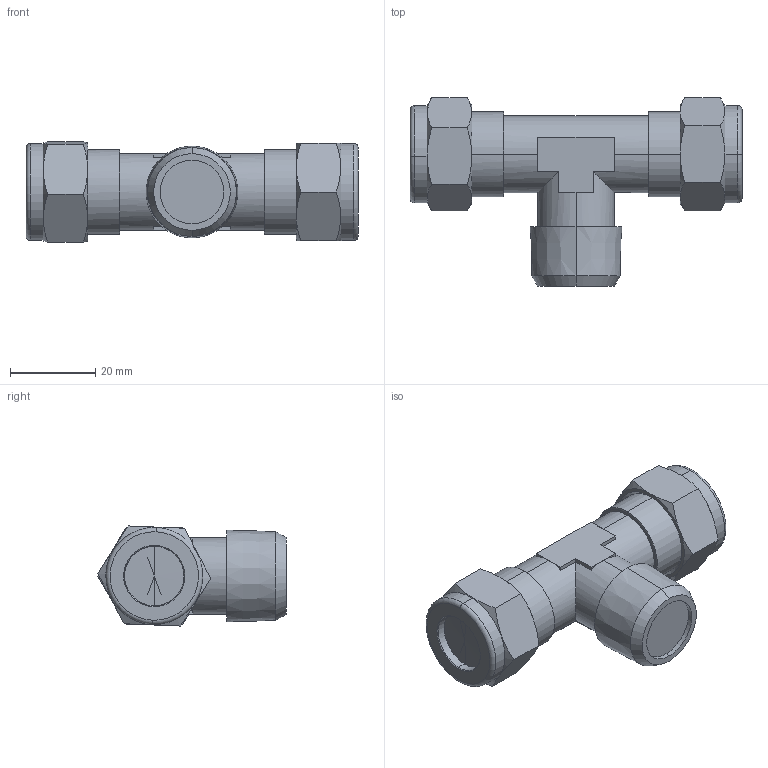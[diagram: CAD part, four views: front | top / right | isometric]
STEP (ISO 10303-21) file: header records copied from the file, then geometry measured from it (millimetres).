
FILE_DESCRIPTION (( 'STEP AP214' ), '1' );
FILE_NAME ('1022000014.step', '2013-02-25T17:12:02', ( '' ), ( '' ), 'SwSTEP 2.0', 'SolidWorks 2012', '' );
FILE_SCHEMA (( 'AUTOMOTIVE_DESIGN' ));
Length unit declared in the file: millimetre
Products named in the file (1): 1022000014
Bounding box: 78 x 44.28 x 23.52 mm (x, y, z)
Volume: 32439.4 mm3; surface area: 8426.8 mm2
Topology: 1 solids, 3 shells, 113 faces, 249 edges, 148 vertices
Faces by surface type: plane 46, cone 37, cylinder 22, torus 8
Entity records: 3336 total; most frequent: CARTESIAN_POINT 855, DIRECTION 524, ORIENTED_EDGE 494, EDGE_CURVE 247, AXIS2_PLACEMENT_3D 211, VERTEX_POINT 148, EDGE_LOOP 121, FACE_OUTER_BOUND 113
